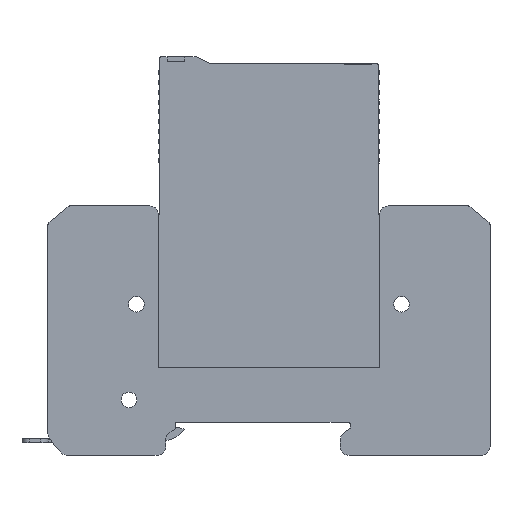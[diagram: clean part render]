
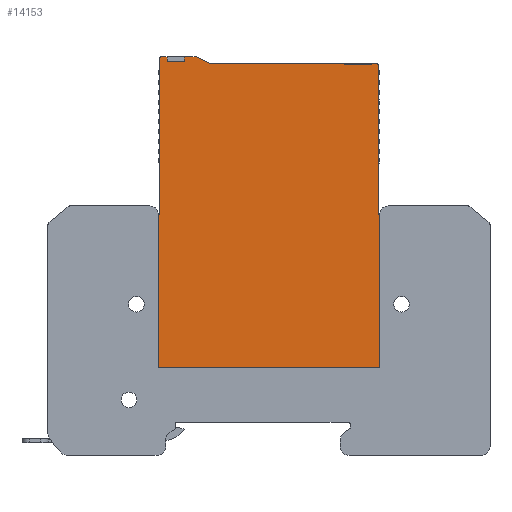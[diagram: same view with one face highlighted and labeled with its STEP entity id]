
A CAD part, front view. The second image highlights one B-rep face of the part: STEP entity #14153.
In plain terms, the highlighted planar face has unit normal (0, -1, 0).
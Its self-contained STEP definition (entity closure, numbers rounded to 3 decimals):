
#11464=DIRECTION('',(0.,0.,-1.));
#11465=VECTOR('',#11464,31.);
#11466=CARTESIAN_POINT('',(-33.86,13.554,
43.596));
#11467=LINE('',#11466,#11465);
#11485=CARTESIAN_POINT('',(-33.66,13.554,
12.596));
#11486=DIRECTION('',(0.,1.,0.));
#11487=DIRECTION('',(0.,0.,-1.));
#11488=AXIS2_PLACEMENT_3D('',#11485,#11486,#11487);
#11493=CARTESIAN_POINT('',(-33.3,13.554,
75.496));
#11494=DIRECTION('',(0.,1.,0.));
#11495=DIRECTION('',(-1.,0.,0.));
#11496=AXIS2_PLACEMENT_3D('',#11493,#11494,#11495);
#11501=DIRECTION('',(0.,0.,1.));
#11502=VECTOR('',#11501,1.);
#11503=CARTESIAN_POINT('',(-28.617,13.554,74.796));
#11504=LINE('',#11503,#11502);
#11508=CARTESIAN_POINT('',(-26.4,13.554,
74.746));
#11509=DIRECTION('',(0.,1.,0.));
#11510=DIRECTION('',(0.,0.,1.));
#11511=AXIS2_PLACEMENT_3D('',#11508,#11509,#11510);
#11516=DIRECTION('',(0.891,0.,-0.454));
#11517=VECTOR('',#11516,2.802);
#11518=CARTESIAN_POINT('',(-25.923,13.554,
75.682));
#11519=LINE('',#11518,#11517);
#11523=CARTESIAN_POINT('',(-22.95,13.554,
75.346));
#11524=DIRECTION('',(0.,-1.,0.));
#11525=DIRECTION('',(-0.454,0.,-0.891));
#11526=AXIS2_PLACEMENT_3D('',#11523,#11524,#11525);
#11531=CARTESIAN_POINT('',(10.6,13.554,73.996));
#11532=DIRECTION('',(0.,1.,0.));
#11533=DIRECTION('',(0.,0.,1.));
#11534=AXIS2_PLACEMENT_3D('',#11531,#11532,#11533);
#11539=DIRECTION('',(0.,0.,-1.));
#11540=VECTOR('',#11539,31.);
#11541=CARTESIAN_POINT('',(11.14,13.554,43.596));
#11542=LINE('',#11541,#11540);
#11546=CARTESIAN_POINT('',(10.94,13.554,12.596));
#11547=DIRECTION('',(0.,1.,0.));
#11548=DIRECTION('',(1.,0.,0.));
#11549=AXIS2_PLACEMENT_3D('',#11546,#11547,#11548);
#11554=DIRECTION('',(-1.,0.,0.));
#11555=VECTOR('',#11554,0.26);
#11556=CARTESIAN_POINT('',(-33.6,13.554,
43.596));
#11557=LINE('',#11556,#11555);
#11644=DIRECTION('',(1.,0.,0.));
#11645=VECTOR('',#11644,44.6);
#11646=CARTESIAN_POINT('',(-33.66,13.554,
12.396));
#11647=LINE('',#11646,#11645);
#11686=DIRECTION('',(-1.,0.,0.));
#11687=VECTOR('',#11686,0.24);
#11688=CARTESIAN_POINT('',(11.14,13.554,43.596));
#11689=LINE('',#11688,#11687);
#11714=DIRECTION('',(0.,0.,1.));
#11715=VECTOR('',#11714,30.4);
#11716=CARTESIAN_POINT('',(10.9,13.554,43.596));
#11717=LINE('',#11716,#11715);
#11945=DIRECTION('',(-1.,0.,0.));
#11946=VECTOR('',#11945,1.);
#11947=CARTESIAN_POINT('',(10.6,13.554,74.296));
#11948=LINE('',#11947,#11946);
#11952=DIRECTION('',(-1.,0.,0.));
#11953=VECTOR('',#11952,26.95);
#11954=CARTESIAN_POINT('',(4.,13.554,74.296));
#11955=LINE('',#11954,#11953);
#11966=DIRECTION('',(0.,0.,-1.));
#11967=VECTOR('',#11966,0.1);
#11968=CARTESIAN_POINT('',(9.6,13.554,74.296));
#11969=LINE('',#11968,#11967);
#11987=DIRECTION('',(-1.,0.,0.));
#11988=VECTOR('',#11987,5.6);
#11989=CARTESIAN_POINT('',(9.6,13.554,74.196));
#11990=LINE('',#11989,#11988);
#12022=DIRECTION('',(0.,0.,1.));
#12023=VECTOR('',#12022,0.1);
#12024=CARTESIAN_POINT('',(4.,13.554,74.196));
#12025=LINE('',#12024,#12023);
#12085=DIRECTION('',(-1.,0.,0.));
#12086=VECTOR('',#12085,2.217);
#12087=CARTESIAN_POINT('',(-26.4,13.554,
75.796));
#12088=LINE('',#12087,#12086);
#12106=DIRECTION('',(-1.,0.,0.));
#12107=VECTOR('',#12106,3.5);
#12108=CARTESIAN_POINT('',(-28.617,13.554,74.796));
#12109=LINE('',#12108,#12107);
#12120=DIRECTION('',(0.,0.,1.));
#12121=VECTOR('',#12120,1.);
#12122=CARTESIAN_POINT('',(-32.117,13.554,74.796));
#12123=LINE('',#12122,#12121);
#12134=DIRECTION('',(-1.,0.,0.));
#12135=VECTOR('',#12134,1.183);
#12136=CARTESIAN_POINT('',(-32.117,13.554,75.796));
#12137=LINE('',#12136,#12135);
#12162=DIRECTION('',(0.,0.,-1.));
#12163=VECTOR('',#12162,31.9);
#12164=CARTESIAN_POINT('',(-33.6,13.554,
75.496));
#12165=LINE('',#12164,#12163);
#13654=CARTESIAN_POINT('',(-33.86,13.554,
12.596));
#13656=VERTEX_POINT('',#13654);
#13659=CARTESIAN_POINT('',(-33.86,13.554,
43.596));
#13660=VERTEX_POINT('',#13659);
#13661=CARTESIAN_POINT('',(-33.66,13.554,
12.396));
#13662=VERTEX_POINT('',#13661);
#13665=CARTESIAN_POINT('',(-33.6,13.554,
43.596));
#13666=VERTEX_POINT('',#13665);
#13667=CARTESIAN_POINT('',(-33.6,13.554,
75.496));
#13668=VERTEX_POINT('',#13667);
#13669=CARTESIAN_POINT('',(-33.3,13.554,
75.796));
#13670=VERTEX_POINT('',#13669);
#13671=CARTESIAN_POINT('',(-32.117,13.554,75.796));
#13672=VERTEX_POINT('',#13671);
#13673=CARTESIAN_POINT('',(-32.117,13.554,74.796));
#13674=VERTEX_POINT('',#13673);
#13675=CARTESIAN_POINT('',(-28.617,13.554,74.796));
#13676=VERTEX_POINT('',#13675);
#13677=CARTESIAN_POINT('',(-28.617,13.554,75.796));
#13678=VERTEX_POINT('',#13677);
#13679=CARTESIAN_POINT('',(-26.4,13.554,
75.796));
#13680=VERTEX_POINT('',#13679);
#13681=CARTESIAN_POINT('',(-25.923,13.554,
75.682));
#13682=VERTEX_POINT('',#13681);
#13683=CARTESIAN_POINT('',(-23.426,13.554,
74.411));
#13684=VERTEX_POINT('',#13683);
#13685=CARTESIAN_POINT('',(-22.95,13.554,
74.296));
#13686=VERTEX_POINT('',#13685);
#13687=CARTESIAN_POINT('',(4.,13.554,74.296));
#13688=VERTEX_POINT('',#13687);
#13689=CARTESIAN_POINT('',(4.,13.554,74.196));
#13690=VERTEX_POINT('',#13689);
#13691=CARTESIAN_POINT('',(9.6,13.554,74.196));
#13692=VERTEX_POINT('',#13691);
#13693=CARTESIAN_POINT('',(9.6,13.554,74.296));
#13694=VERTEX_POINT('',#13693);
#13695=CARTESIAN_POINT('',(10.6,13.554,74.296));
#13696=VERTEX_POINT('',#13695);
#13697=CARTESIAN_POINT('',(10.9,13.554,73.996));
#13698=VERTEX_POINT('',#13697);
#13699=CARTESIAN_POINT('',(10.9,13.554,43.596));
#13700=VERTEX_POINT('',#13699);
#13701=CARTESIAN_POINT('',(11.14,13.554,43.596));
#13702=VERTEX_POINT('',#13701);
#13703=CARTESIAN_POINT('',(11.14,13.554,12.596));
#13704=VERTEX_POINT('',#13703);
#13705=CARTESIAN_POINT('',(10.94,13.554,12.396));
#13706=VERTEX_POINT('',#13705);
#14100=CARTESIAN_POINT('',(-11.14,13.554,
36.896));
#14101=DIRECTION('',(0.,1.,0.));
#14102=DIRECTION('',(-1.,0.,0.));
#14103=AXIS2_PLACEMENT_3D('',#14100,#14101,#14102);
#14104=PLANE('',#14103);
#14105=ORIENTED_EDGE('',*,*,#14091,.T.);
#14106=ORIENTED_EDGE('',*,*,#14080,.F.);
#14108=ORIENTED_EDGE('',*,*,#14107,.F.);
#14110=ORIENTED_EDGE('',*,*,#14109,.F.);
#14112=ORIENTED_EDGE('',*,*,#14111,.T.);
#14114=ORIENTED_EDGE('',*,*,#14113,.F.);
#14116=ORIENTED_EDGE('',*,*,#14115,.F.);
#14118=ORIENTED_EDGE('',*,*,#14117,.F.);
#14120=ORIENTED_EDGE('',*,*,#14119,.T.);
#14122=ORIENTED_EDGE('',*,*,#14121,.F.);
#14124=ORIENTED_EDGE('',*,*,#14123,.T.);
#14126=ORIENTED_EDGE('',*,*,#14125,.T.);
#14128=ORIENTED_EDGE('',*,*,#14127,.T.);
#14130=ORIENTED_EDGE('',*,*,#14129,.F.);
#14132=ORIENTED_EDGE('',*,*,#14131,.F.);
#14134=ORIENTED_EDGE('',*,*,#14133,.F.);
#14136=ORIENTED_EDGE('',*,*,#14135,.F.);
#14138=ORIENTED_EDGE('',*,*,#14137,.F.);
#14140=ORIENTED_EDGE('',*,*,#14139,.T.);
#14142=ORIENTED_EDGE('',*,*,#14141,.F.);
#14144=ORIENTED_EDGE('',*,*,#14143,.F.);
#14146=ORIENTED_EDGE('',*,*,#14145,.T.);
#14148=ORIENTED_EDGE('',*,*,#14147,.T.);
#14150=ORIENTED_EDGE('',*,*,#14149,.F.);
#14151=EDGE_LOOP('',(#14105,#14106,#14108,#14110,#14112,#14114,#14116,#14118,
#14120,#14122,#14124,#14126,#14128,#14130,#14132,#14134,#14136,#14138,#14140,
#14142,#14144,#14146,#14148,#14150));
#14152=FACE_OUTER_BOUND('',#14151,.F.);
#11489=CIRCLE('',#11488,0.2);
#11497=CIRCLE('',#11496,0.3);
#11512=CIRCLE('',#11511,1.05);
#11527=CIRCLE('',#11526,1.05);
#11535=CIRCLE('',#11534,0.3);
#11550=CIRCLE('',#11549,0.2);
#14080=EDGE_CURVE('',#13660,#13656,#11467,.T.);
#14091=EDGE_CURVE('',#13662,#13656,#11489,.T.);
#14107=EDGE_CURVE('',#13666,#13660,#11557,.T.);
#14109=EDGE_CURVE('',#13668,#13666,#12165,.T.);
#14111=EDGE_CURVE('',#13668,#13670,#11497,.T.);
#14113=EDGE_CURVE('',#13672,#13670,#12137,.T.);
#14115=EDGE_CURVE('',#13674,#13672,#12123,.T.);
#14117=EDGE_CURVE('',#13676,#13674,#12109,.T.);
#14119=EDGE_CURVE('',#13676,#13678,#11504,.T.);
#14121=EDGE_CURVE('',#13680,#13678,#12088,.T.);
#14123=EDGE_CURVE('',#13680,#13682,#11512,.T.);
#14125=EDGE_CURVE('',#13682,#13684,#11519,.T.);
#14127=EDGE_CURVE('',#13684,#13686,#11527,.T.);
#14129=EDGE_CURVE('',#13688,#13686,#11955,.T.);
#14131=EDGE_CURVE('',#13690,#13688,#12025,.T.);
#14133=EDGE_CURVE('',#13692,#13690,#11990,.T.);
#14135=EDGE_CURVE('',#13694,#13692,#11969,.T.);
#14137=EDGE_CURVE('',#13696,#13694,#11948,.T.);
#14139=EDGE_CURVE('',#13696,#13698,#11535,.T.);
#14141=EDGE_CURVE('',#13700,#13698,#11717,.T.);
#14143=EDGE_CURVE('',#13702,#13700,#11689,.T.);
#14145=EDGE_CURVE('',#13702,#13704,#11542,.T.);
#14147=EDGE_CURVE('',#13704,#13706,#11550,.T.);
#14149=EDGE_CURVE('',#13662,#13706,#11647,.T.);
#14153=ADVANCED_FACE('',(#14152),#14104,.F.);
